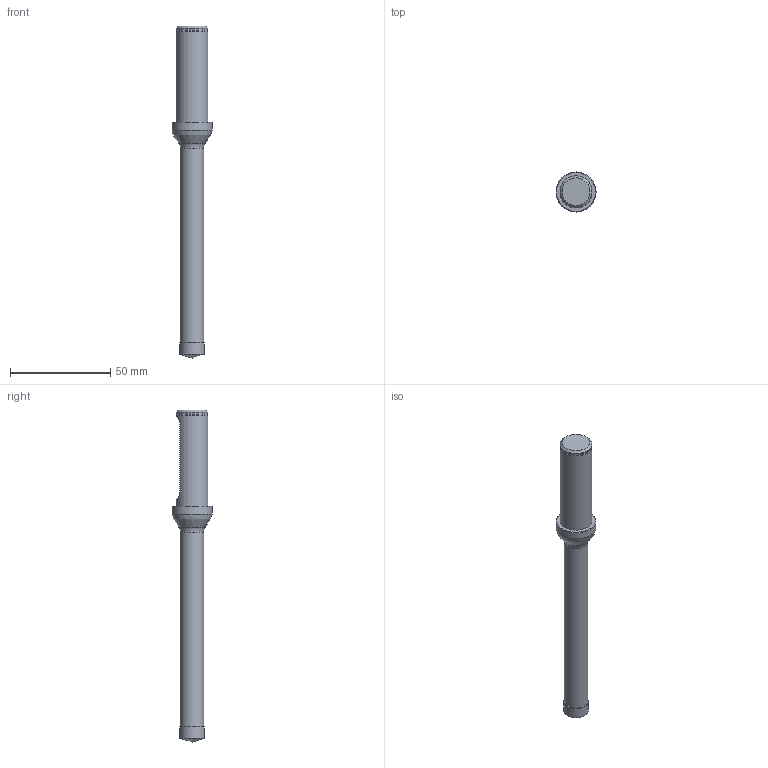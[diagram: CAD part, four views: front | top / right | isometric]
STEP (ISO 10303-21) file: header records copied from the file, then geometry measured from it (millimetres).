
FILE_DESCRIPTION(/* description */ (''),/* implementation_level */ '2;1');
FILE_NAME(/* name */ 'toolassembly_1.stp',/* time_stamp */ '2019-04-12T13:47:48+02:00',/* author */ (''),/* organization */ ('SMS'),/* preprocessor_version */ 'ST-DEVELOPER v15',/* originating_system */ 'SIEMENS PLM Software NX 8.5',/* authorisation */ '');
FILE_SCHEMA (('AUTOMOTIVE_DESIGN { 1 0 10303 214 3 1 1 1 }'));
Length unit declared in the file: millimetre
Products named in the file (4): ASSEMBLY_CONSTRUCTION; CUT_20190412134711; NOCUT_20190412134707; TOOLASSEMBLY_1
Assembly tree (3 placements, depth 2):
  TOOLASSEMBLY_1
    NOCUT_20190412134707
    CUT_20190412134711
    ASSEMBLY_CONSTRUCTION
Bounding box: 20 x 20 x 166 mm (x, y, z)
Volume: 23448.5 mm3; surface area: 7624.9 mm2
Topology: 2 solids, 2 shells, 24 faces, 45 edges, 31 vertices
Faces by surface type: cylinder 8, plane 7, cone 6, torus 2, revolution 1
Full cylindrical faces by diameter (mm): 2.6 x1, 11.7 x1, 12.4 x1, 15.995 x2, 20 x1
Entity records: 705 total; most frequent: CARTESIAN_POINT 130, DIRECTION 111, AXIS2_PLACEMENT_3D 53, ORIENTED_EDGE 50, EDGE_LOOP 42, FACE_BOUND 37, EDGE_CURVE 25, ADVANCED_FACE 24
